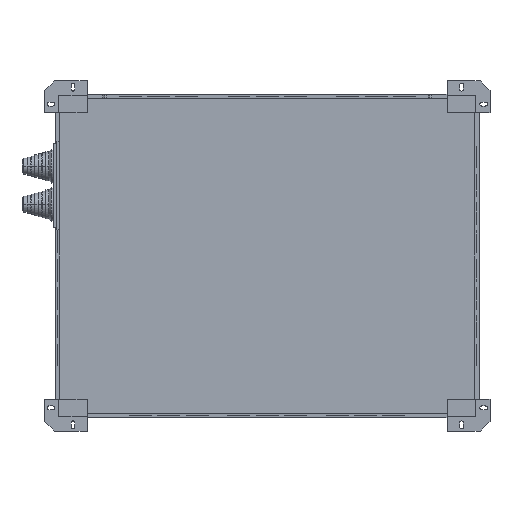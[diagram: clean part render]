
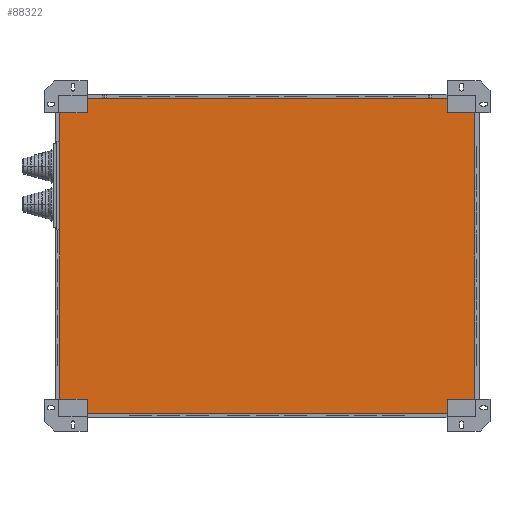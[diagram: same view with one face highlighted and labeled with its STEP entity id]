
A CAD part, front view. The second image highlights one B-rep face of the part: STEP entity #88322.
In plain terms, the highlighted planar face has unit normal (0, -1, 0).
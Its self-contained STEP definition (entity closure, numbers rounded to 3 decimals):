
#1639 = VECTOR ( 'NONE', #11095, 1000. ) ;
#2442 = CARTESIAN_POINT ( 'NONE',  ( 587., -7., -404.5 ) ) ;
#2904 = CARTESIAN_POINT ( 'NONE',  ( 587., -7., 404.5 ) ) ;
#3217 = EDGE_CURVE ( 'NONE', #123730, #56578, #95069, .T. ) ;
#3441 = ORIENTED_EDGE ( 'NONE', *, *, #79970, .T. ) ;
#3662 = FACE_OUTER_BOUND ( 'NONE', #5963, .T. ) ;
#5963 = EDGE_LOOP ( 'NONE', ( #57383, #57934, #104895, #96528, #3441, #108551, #114268, #88063, #92915, #19399, #110948, #16002 ) ) ;
#9044 = VERTEX_POINT ( 'NONE', #44750 ) ;
#9148 = CARTESIAN_POINT ( 'NONE',  ( -587., -7., 404.5 ) ) ;
#9356 = DIRECTION ( 'NONE',  ( -1., 0., 0. ) ) ;
#9503 = DIRECTION ( 'NONE',  ( -1., 0., 0. ) ) ;
#11095 = DIRECTION ( 'NONE',  ( -1., 0., 0. ) ) ;
#14068 = VECTOR ( 'NONE', #105504, 1000. ) ;
#15505 = DIRECTION ( 'NONE',  ( 0., 0., -1. ) ) ;
#16002 = ORIENTED_EDGE ( 'NONE', *, *, #52452, .F. ) ;
#16604 = CARTESIAN_POINT ( 'NONE',  ( 587., -7., 404.5 ) ) ;
#17029 = CARTESIAN_POINT ( 'NONE',  ( 509.5, -7., 404.5 ) ) ;
#18678 = CARTESIAN_POINT ( 'NONE',  ( 587., -7., 446. ) ) ;
#19173 = CARTESIAN_POINT ( 'NONE',  ( -509.5, -7., 404.5 ) ) ;
#19399 = ORIENTED_EDGE ( 'NONE', *, *, #79214, .F. ) ;
#20737 = CARTESIAN_POINT ( 'NONE',  ( 587., -7., -404.5 ) ) ;
#23846 = LINE ( 'NONE', #43773, #14068 ) ;
#26586 = EDGE_CURVE ( 'NONE', #131040, #82911, #41400, .T. ) ;
#27280 = VECTOR ( 'NONE', #64902, 1000. ) ;
#28864 = LINE ( 'NONE', #109176, #109902 ) ;
#31561 = PLANE ( 'NONE',  #46752 ) ;
#33672 = LINE ( 'NONE', #52306, #27280 ) ;
#34005 = CARTESIAN_POINT ( 'NONE',  ( -509.5, -7., -446.1 ) ) ;
#38710 = CARTESIAN_POINT ( 'NONE',  ( 587., -7., -404.5 ) ) ;
#41400 = LINE ( 'NONE', #2904, #66203 ) ;
#42003 = CARTESIAN_POINT ( 'NONE',  ( -587., -7., -404.5 ) ) ;
#43773 = CARTESIAN_POINT ( 'NONE',  ( 509.5, -7., -446.1 ) ) ;
#44750 = CARTESIAN_POINT ( 'NONE',  ( -509.5, -7., -404.5 ) ) ;
#46752 = AXIS2_PLACEMENT_3D ( 'NONE', #115109, #83294, #125067 ) ;
#51482 = VERTEX_POINT ( 'NONE', #9148 ) ;
#52306 = CARTESIAN_POINT ( 'NONE',  ( -509.5, -7., -446.1 ) ) ;
#52452 = EDGE_CURVE ( 'NONE', #64012, #114627, #23846, .T. ) ;
#52929 = EDGE_CURVE ( 'NONE', #117105, #64012, #99156, .T. ) ;
#54749 = LINE ( 'NONE', #63394, #56205 ) ;
#56205 = VECTOR ( 'NONE', #85259, 1000. ) ;
#56578 = VERTEX_POINT ( 'NONE', #128216 ) ;
#56707 = VERTEX_POINT ( 'NONE', #123488 ) ;
#57383 = ORIENTED_EDGE ( 'NONE', *, *, #52929, .F. ) ;
#57934 = ORIENTED_EDGE ( 'NONE', *, *, #131170, .F. ) ;
#59703 = CARTESIAN_POINT ( 'NONE',  ( 509.5, -7., -446.1 ) ) ;
#60140 = DIRECTION ( 'NONE',  ( 0., 0., -1. ) ) ;
#62660 = DIRECTION ( 'NONE',  ( 1., 0., 0. ) ) ;
#63394 = CARTESIAN_POINT ( 'NONE',  ( 587., -7., 404.5 ) ) ;
#63891 = VECTOR ( 'NONE', #15505, 1000. ) ;
#64012 = VERTEX_POINT ( 'NONE', #106452 ) ;
#64902 = DIRECTION ( 'NONE',  ( 0., 0., 1. ) ) ;
#65323 = CARTESIAN_POINT ( 'NONE',  ( -587., -7., -446.1 ) ) ;
#66203 = VECTOR ( 'NONE', #62660, 1000. ) ;
#66464 = EDGE_CURVE ( 'NONE', #51482, #107020, #106436, .T. ) ;
#66919 = VECTOR ( 'NONE', #9503, 1000. ) ;
#67770 = VECTOR ( 'NONE', #9356, 1000. ) ;
#70139 = EDGE_CURVE ( 'NONE', #51482, #123730, #54749, .T. ) ;
#70489 = VERTEX_POINT ( 'NONE', #84444 ) ;
#71412 = CARTESIAN_POINT ( 'NONE',  ( 587., -7., -446.1 ) ) ;
#71658 = VECTOR ( 'NONE', #81108, 1000. ) ;
#79214 = EDGE_CURVE ( 'NONE', #56707, #9044, #33672, .T. ) ;
#79970 = EDGE_CURVE ( 'NONE', #70489, #56578, #97690, .T. ) ;
#81108 = DIRECTION ( 'NONE',  ( -1., 0., 0. ) ) ;
#82911 = VERTEX_POINT ( 'NONE', #16604 ) ;
#83294 = DIRECTION ( 'NONE',  ( 0., 1., 0. ) ) ;
#84444 = CARTESIAN_POINT ( 'NONE',  ( 509.5, -7., 446. ) ) ;
#85259 = DIRECTION ( 'NONE',  ( 1., 0., 0. ) ) ;
#88063 = ORIENTED_EDGE ( 'NONE', *, *, #66464, .T. ) ;
#88322 = ADVANCED_FACE ( 'NONE', ( #3662 ), #31561, .F. ) ;
#91404 = LINE ( 'NONE', #2442, #1639 ) ;
#92176 = VECTOR ( 'NONE', #60140, 1000. ) ;
#92915 = ORIENTED_EDGE ( 'NONE', *, *, #96324, .F. ) ;
#95069 = LINE ( 'NONE', #34005, #100650 ) ;
#96324 = EDGE_CURVE ( 'NONE', #9044, #107020, #91404, .T. ) ;
#96528 = ORIENTED_EDGE ( 'NONE', *, *, #116678, .F. ) ;
#97690 = LINE ( 'NONE', #18678, #67770 ) ;
#99156 = LINE ( 'NONE', #38710, #66919 ) ;
#99247 = DIRECTION ( 'NONE',  ( 0., 0., -1. ) ) ;
#100650 = VECTOR ( 'NONE', #113654, 1000. ) ;
#102340 = CARTESIAN_POINT ( 'NONE',  ( 587., -7., -446.1 ) ) ;
#104895 = ORIENTED_EDGE ( 'NONE', *, *, #26586, .F. ) ;
#105504 = DIRECTION ( 'NONE',  ( 0., 0., -1. ) ) ;
#106436 = LINE ( 'NONE', #65323, #63891 ) ;
#106452 = CARTESIAN_POINT ( 'NONE',  ( 509.5, -7., -404.5 ) ) ;
#107020 = VERTEX_POINT ( 'NONE', #42003 ) ;
#108551 = ORIENTED_EDGE ( 'NONE', *, *, #3217, .F. ) ;
#109176 = CARTESIAN_POINT ( 'NONE',  ( 509.5, -7., -446.1 ) ) ;
#109902 = VECTOR ( 'NONE', #99247, 1000. ) ;
#110948 = ORIENTED_EDGE ( 'NONE', *, *, #115937, .F. ) ;
#111628 = LINE ( 'NONE', #102340, #71658 ) ;
#112524 = LINE ( 'NONE', #71412, #92176 ) ;
#113654 = DIRECTION ( 'NONE',  ( 0., 0., 1. ) ) ;
#114268 = ORIENTED_EDGE ( 'NONE', *, *, #70139, .F. ) ;
#114627 = VERTEX_POINT ( 'NONE', #59703 ) ;
#115109 = CARTESIAN_POINT ( 'NONE',  ( 587., -7., -446.1 ) ) ;
#115937 = EDGE_CURVE ( 'NONE', #114627, #56707, #111628, .T. ) ;
#116678 = EDGE_CURVE ( 'NONE', #70489, #131040, #28864, .T. ) ;
#117105 = VERTEX_POINT ( 'NONE', #20737 ) ;
#123488 = CARTESIAN_POINT ( 'NONE',  ( -509.5, -7., -446.1 ) ) ;
#123730 = VERTEX_POINT ( 'NONE', #19173 ) ;
#125067 = DIRECTION ( 'NONE',  ( 0., 0., 1. ) ) ;
#128216 = CARTESIAN_POINT ( 'NONE',  ( -509.5, -7., 446. ) ) ;
#131040 = VERTEX_POINT ( 'NONE', #17029 ) ;
#131170 = EDGE_CURVE ( 'NONE', #82911, #117105, #112524, .T. ) ;
